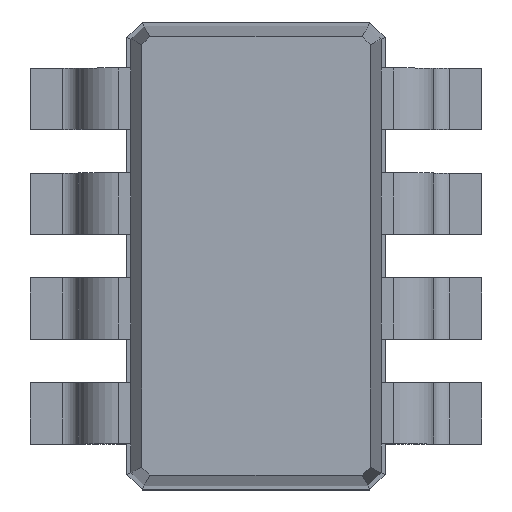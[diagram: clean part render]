
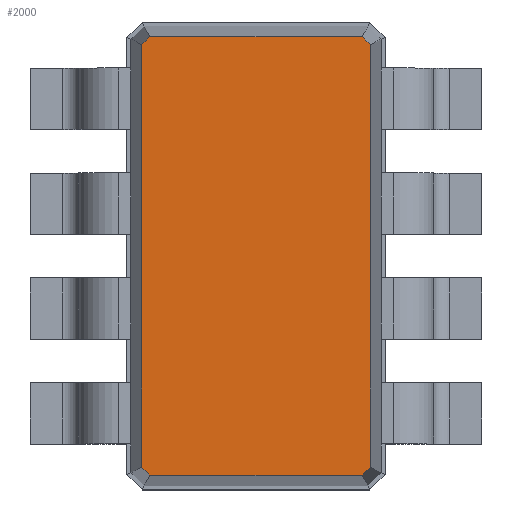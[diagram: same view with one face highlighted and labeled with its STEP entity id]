
A CAD part, top view. The second image highlights one B-rep face of the part: STEP entity #2000.
In plain terms, the highlighted planar face has unit normal (0, 0, 1).
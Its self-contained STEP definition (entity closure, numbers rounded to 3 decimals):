
#13=DIRECTION('',(0.,0.,1.));
#27=VECTOR('',#28,1.);
#28=DIRECTION('',(1.,0.,0.));
#51=VECTOR('',#52,1.);
#52=DIRECTION('',(0.707,-0.707,0.));
#58=VECTOR('',#59,1.);
#59=DIRECTION('',(0.,-1.,0.));
#65=VECTOR('',#66,1.);
#66=DIRECTION('',(-0.707,-0.707,0.));
#72=VECTOR('',#73,1.);
#73=DIRECTION('',(-1.,0.,0.));
#79=VECTOR('',#80,1.);
#80=DIRECTION('',(-0.707,0.707,0.));
#86=VECTOR('',#87,1.);
#87=DIRECTION('',(0.,1.,0.));
#91=VECTOR('',#92,1.);
#92=DIRECTION('',(0.707,0.707,0.));
#722=VERTEX_POINT('',#723);
#723=CARTESIAN_POINT('',(0.659,1.358,1.2));
#726=EDGE_CURVE('',#727,#722,#729,.T.);
#727=VERTEX_POINT('',#728);
#728=CARTESIAN_POINT('',(-0.659,1.358,1.2));
#729=LINE('',#728,#27);
#1992=VERTEX_POINT('',#1993);
#1993=CARTESIAN_POINT('',(0.708,1.309,1.2));
#1996=EDGE_CURVE('',#722,#1992,#1997,.T.);
#1997=LINE('',#723,#51);
#2000=ADVANCED_FACE('',(#2001),#2033,.T.);
#2001=FACE_BOUND('',#2002,.F.);
#2002=EDGE_LOOP('',(#2003,#2004,#2005,#2010,#2015,#2020,#2025,#2030));
#2003=ORIENTED_EDGE('',*,*,#726,.T.);
#2004=ORIENTED_EDGE('',*,*,#1996,.T.);
#2005=ORIENTED_EDGE('',*,*,#2006,.T.);
#2006=EDGE_CURVE('',#1992,#2007,#2009,.T.);
#2007=VERTEX_POINT('',#2008);
#2008=CARTESIAN_POINT('',(0.708,-1.309,1.2));
#2009=LINE('',#1993,#58);
#2010=ORIENTED_EDGE('',*,*,#2011,.T.);
#2011=EDGE_CURVE('',#2007,#2012,#2014,.T.);
#2012=VERTEX_POINT('',#2013);
#2013=CARTESIAN_POINT('',(0.659,-1.358,1.2));
#2014=LINE('',#2008,#65);
#2015=ORIENTED_EDGE('',*,*,#2016,.T.);
#2016=EDGE_CURVE('',#2012,#2017,#2019,.T.);
#2017=VERTEX_POINT('',#2018);
#2018=CARTESIAN_POINT('',(-0.659,-1.358,1.2));
#2019=LINE('',#2013,#72);
#2020=ORIENTED_EDGE('',*,*,#2021,.T.);
#2021=EDGE_CURVE('',#2017,#2022,#2024,.T.);
#2022=VERTEX_POINT('',#2023);
#2023=CARTESIAN_POINT('',(-0.708,-1.309,1.2));
#2024=LINE('',#2018,#79);
#2025=ORIENTED_EDGE('',*,*,#2026,.T.);
#2026=EDGE_CURVE('',#2022,#2027,#2029,.T.);
#2027=VERTEX_POINT('',#2028);
#2028=CARTESIAN_POINT('',(-0.708,1.309,1.2));
#2029=LINE('',#2023,#86);
#2030=ORIENTED_EDGE('',*,*,#2031,.T.);
#2031=EDGE_CURVE('',#2027,#727,#2032,.T.);
#2032=LINE('',#2028,#91);
#2033=PLANE('',#2034);
#2034=AXIS2_PLACEMENT_3D('',#728,#13,#2035);
#2035=DIRECTION('',(0.437,-0.9,0.));
